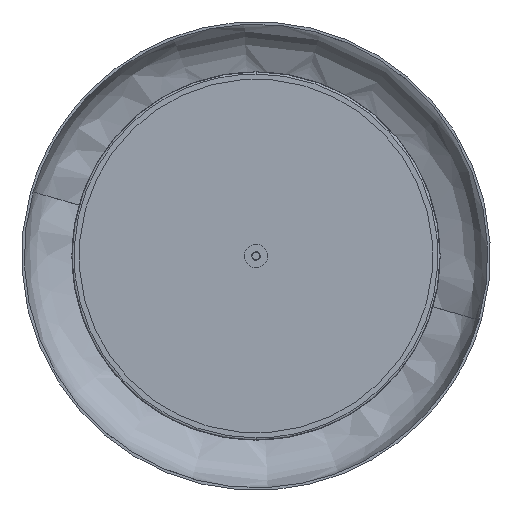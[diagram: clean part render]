
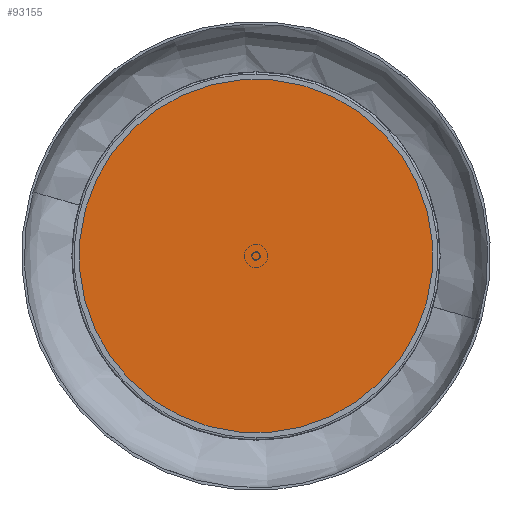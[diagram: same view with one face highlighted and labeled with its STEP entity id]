
A CAD part, front view. The second image highlights one B-rep face of the part: STEP entity #93155.
In plain terms, the highlighted planar face has unit normal (0, -1, 0).
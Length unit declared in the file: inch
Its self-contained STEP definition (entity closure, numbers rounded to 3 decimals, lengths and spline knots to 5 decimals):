
#591 = ORIENTED_EDGE ( 'NONE', *, *, #120290, .F. ) ;
#6071 = DIRECTION ( 'NONE',  ( 0., 0., -1. ) ) ;
#10485 = AXIS2_PLACEMENT_3D ( 'NONE', #49440, #125717, #6071 ) ;
#12765 = CARTESIAN_POINT ( 'NONE',  ( 0., 0., 0. ) ) ;
#26383 = CIRCLE ( 'NONE', #105974, 4.80315 ) ;
#38478 = CARTESIAN_POINT ( 'NONE',  ( 0., 0., 4.80315 ) ) ;
#41306 = EDGE_CURVE ( 'NONE', #120241, #102390, #48977, .T. ) ;
#41461 = CARTESIAN_POINT ( 'NONE',  ( 0., 0., -4.80315 ) ) ;
#48977 = CIRCLE ( 'NONE', #10485, 4.80315 ) ;
#49440 = CARTESIAN_POINT ( 'NONE',  ( 0., 0., 0. ) ) ;
#67684 = CARTESIAN_POINT ( 'NONE',  ( 0., 0., 0. ) ) ;
#69390 = EDGE_LOOP ( 'NONE', ( #96071, #591 ) ) ;
#78945 = DIRECTION ( 'NONE',  ( 0., 0., 1. ) ) ;
#87937 = AXIS2_PLACEMENT_3D ( 'NONE', #12765, #102470, #78945 ) ;
#93155 = ADVANCED_FACE ( 'N', ( #133830 ), #110333, .F. ) ;
#96071 = ORIENTED_EDGE ( 'NONE', *, *, #41306, .F. ) ;
#98381 = DIRECTION ( 'NONE',  ( 0., 1., 0. ) ) ;
#102390 = VERTEX_POINT ( 'NONE', #38478 ) ;
#102470 = DIRECTION ( 'NONE',  ( 0., 1., 0. ) ) ;
#105974 = AXIS2_PLACEMENT_3D ( 'NONE', #67684, #98381, #132564 ) ;
#110333 = PLANE ( 'NONE',  #87937 ) ;
#120241 = VERTEX_POINT ( 'NONE', #41461 ) ;
#120290 = EDGE_CURVE ( 'NONE', #102390, #120241, #26383, .T. ) ;
#125717 = DIRECTION ( 'NONE',  ( 0., 1., 0. ) ) ;
#132564 = DIRECTION ( 'NONE',  ( 0., 0., -1. ) ) ;
#133830 = FACE_OUTER_BOUND ( 'NONE', #69390, .T. ) ;
